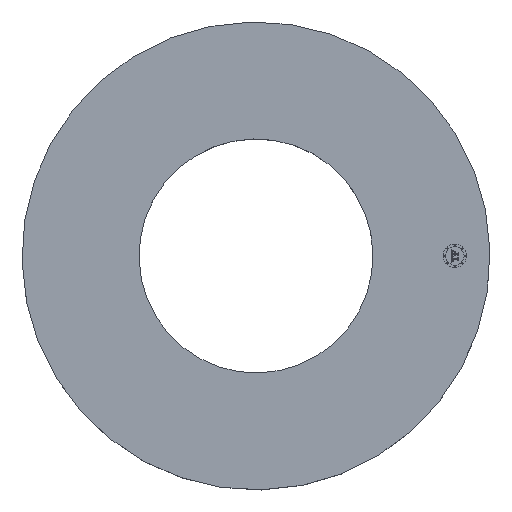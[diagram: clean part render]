
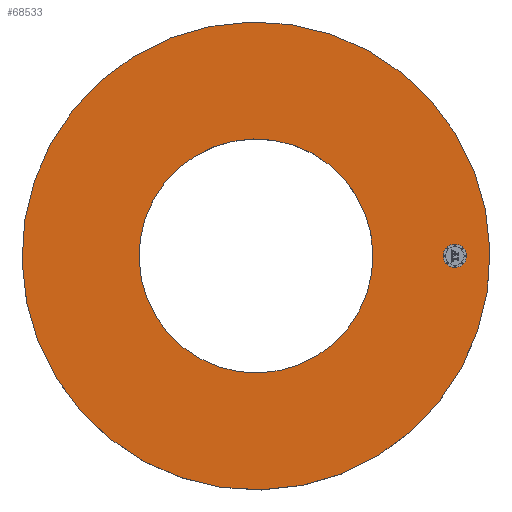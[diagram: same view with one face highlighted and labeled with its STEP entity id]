
A CAD part, top view. The second image highlights one B-rep face of the part: STEP entity #68533.
In plain terms, the highlighted planar face has unit normal (0, 0, 1).
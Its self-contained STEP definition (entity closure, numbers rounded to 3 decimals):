
#5074=AXIS2_PLACEMENT_3D('Circle Axis2P3D',#5072,#5073,$) ;
#5093=AXIS2_PLACEMENT_3D('Circle Axis2P3D',#5091,#5092,$) ;
#7161=AXIS2_PLACEMENT_3D('Circle Axis2P3D',#7159,#7160,$) ;
#7187=AXIS2_PLACEMENT_3D('Circle Axis2P3D',#7185,#7186,$) ;
#68505=AXIS2_PLACEMENT_3D('Plane Axis2P3D',#68502,#68503,#68504) ;
#68517=AXIS2_PLACEMENT_3D('Circle Axis2P3D',#68515,#68516,$) ;
#68526=AXIS2_PLACEMENT_3D('Circle Axis2P3D',#68524,#68525,$) ;
#5069=CARTESIAN_POINT('Vertex',(-4.794,-8.776,2.75)) ;
#5072=CARTESIAN_POINT('Axis2P3D Location',(0.,0.,2.75)) ;
#5076=CARTESIAN_POINT('Vertex',(4.794,8.776,2.75)) ;
#5091=CARTESIAN_POINT('Axis2P3D Location',(0.,0.,2.75)) ;
#7159=CARTESIAN_POINT('Axis2P3D Location',(0.,0.,2.75)) ;
#7163=CARTESIAN_POINT('Vertex',(2.397,4.388,2.75)) ;
#7165=CARTESIAN_POINT('Vertex',(-2.397,-4.388,2.75)) ;
#7185=CARTESIAN_POINT('Axis2P3D Location',(0.,0.,2.75)) ;
#68502=CARTESIAN_POINT('Axis2P3D Location',(0.,5.,2.75)) ;
#68515=CARTESIAN_POINT('Axis2P3D Location',(8.5,0.,2.75)) ;
#68519=CARTESIAN_POINT('Vertex',(8.5,-0.5,2.75)) ;
#68521=CARTESIAN_POINT('Vertex',(8.5,0.5,2.75)) ;
#68524=CARTESIAN_POINT('Axis2P3D Location',(8.5,0.,2.75)) ;
#5073=DIRECTION('Axis2P3D Direction',(0.,0.,-0.039)) ;
#5092=DIRECTION('Axis2P3D Direction',(0.,0.,-0.039)) ;
#7160=DIRECTION('Axis2P3D Direction',(0.,0.,-0.039)) ;
#7186=DIRECTION('Axis2P3D Direction',(0.,0.,-0.039)) ;
#68503=DIRECTION('Axis2P3D Direction',(0.,0.,-0.039)) ;
#68504=DIRECTION('Axis2P3D XDirection',(0.039,0.,0.)) ;
#68516=DIRECTION('Axis2P3D Direction',(0.,0.,-0.039)) ;
#68525=DIRECTION('Axis2P3D Direction',(0.,0.,-0.039)) ;
#68508=ORIENTED_EDGE('',*,*,#5095,.F.) ;
#68509=ORIENTED_EDGE('',*,*,#5078,.F.) ;
#68512=ORIENTED_EDGE('',*,*,#7189,.T.) ;
#68513=ORIENTED_EDGE('',*,*,#7167,.T.) ;
#68530=ORIENTED_EDGE('',*,*,#68523,.F.) ;
#68531=ORIENTED_EDGE('',*,*,#68528,.F.) ;
#68514=FACE_BOUND('',#68511,.T.) ;
#68532=FACE_BOUND('',#68529,.T.) ;
#68533=ADVANCED_FACE('PartBody',(#68510,#68514,#68532),#68506,.F.) ;
#5075=CIRCLE('generated circle',#5074,10.) ;
#5094=CIRCLE('generated circle',#5093,10.) ;
#7162=CIRCLE('generated circle',#7161,5.) ;
#7188=CIRCLE('generated circle',#7187,5.) ;
#68518=CIRCLE('generated circle',#68517,0.5) ;
#68527=CIRCLE('generated circle',#68526,0.5) ;
#5078=EDGE_CURVE('',#5070,#5077,#5075,.T.) ;
#5095=EDGE_CURVE('',#5077,#5070,#5094,.T.) ;
#7167=EDGE_CURVE('',#7164,#7166,#7162,.T.) ;
#7189=EDGE_CURVE('',#7166,#7164,#7188,.T.) ;
#68523=EDGE_CURVE('',#68520,#68522,#68518,.F.) ;
#68528=EDGE_CURVE('',#68522,#68520,#68527,.F.) ;
#68507=EDGE_LOOP('',(#68508,#68509)) ;
#68511=EDGE_LOOP('',(#68512,#68513)) ;
#68529=EDGE_LOOP('',(#68530,#68531)) ;
#68510=FACE_OUTER_BOUND('',#68507,.T.) ;
#68506=PLANE('',#68505) ;
#5070=VERTEX_POINT('',#5069) ;
#5077=VERTEX_POINT('',#5076) ;
#7164=VERTEX_POINT('',#7163) ;
#7166=VERTEX_POINT('',#7165) ;
#68520=VERTEX_POINT('',#68519) ;
#68522=VERTEX_POINT('',#68521) ;
